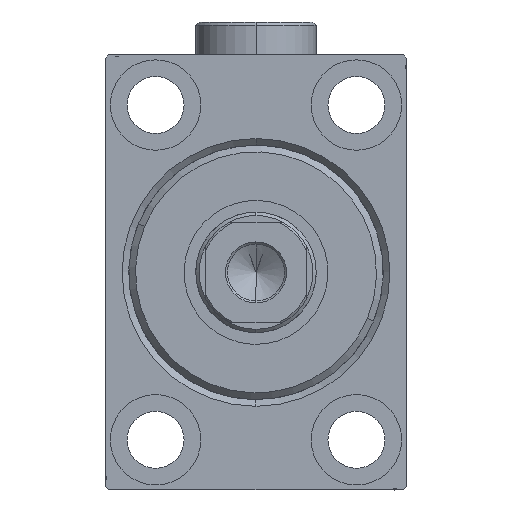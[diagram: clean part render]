
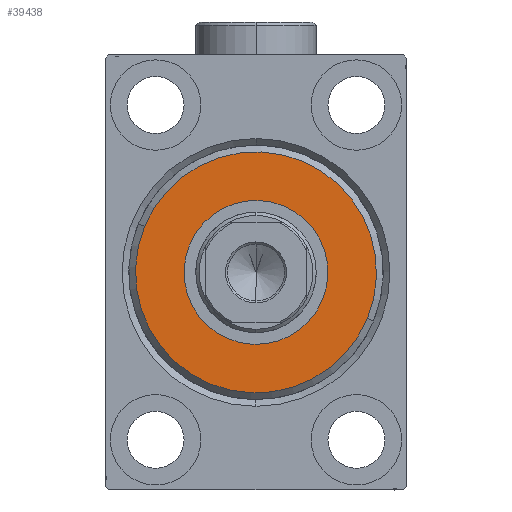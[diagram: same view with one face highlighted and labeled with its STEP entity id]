
A CAD part, left-side view. The second image highlights one B-rep face of the part: STEP entity #39438.
In plain terms, the highlighted face is planar.
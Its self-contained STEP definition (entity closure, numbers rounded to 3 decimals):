
#413 = VERTEX_POINT ( 'NONE', #721 ) ;
#721 = CARTESIAN_POINT ( 'NONE',  ( 3., 0., 18. ) ) ;
#998 = CARTESIAN_POINT ( 'NONE',  ( 3., 0., -10.75 ) ) ;
#1265 = CARTESIAN_POINT ( 'NONE',  ( 3., 0., 0. ) ) ;
#2246 = DIRECTION ( 'NONE',  ( 0., 0., -1. ) ) ;
#5327 = CARTESIAN_POINT ( 'NONE',  ( 3., 0., -18. ) ) ;
#6265 = VERTEX_POINT ( 'NONE', #45065 ) ;
#6942 = EDGE_LOOP ( 'NONE', ( #35844, #31721 ) ) ;
#7270 = VERTEX_POINT ( 'NONE', #998 ) ;
#9117 = VERTEX_POINT ( 'NONE', #5327 ) ;
#9557 = CARTESIAN_POINT ( 'NONE',  ( 3., 0., 0. ) ) ;
#10938 = AXIS2_PLACEMENT_3D ( 'NONE', #9557, #16419, #2246 ) ;
#14072 = DIRECTION ( 'NONE',  ( -1., 0., 0. ) ) ;
#14606 = CIRCLE ( 'NONE', #10938, 18. ) ;
#15005 = DIRECTION ( 'NONE',  ( 0., 0., -1. ) ) ;
#16419 = DIRECTION ( 'NONE',  ( 1., 0., 0. ) ) ;
#16546 = FACE_OUTER_BOUND ( 'NONE', #6942, .T. ) ;
#17910 = EDGE_CURVE ( 'NONE', #7270, #6265, #25807, .T. ) ;
#23496 = DIRECTION ( 'NONE',  ( 1., 0., 0. ) ) ;
#23831 = DIRECTION ( 'NONE',  ( 0., 0., -1. ) ) ;
#23997 = CIRCLE ( 'NONE', #36415, 10.75 ) ;
#25807 = CIRCLE ( 'NONE', #27985, 10.75 ) ;
#26588 = PLANE ( 'NONE',  #37837 ) ;
#27481 = EDGE_LOOP ( 'NONE', ( #31616, #37826 ) ) ;
#27985 = AXIS2_PLACEMENT_3D ( 'NONE', #41732, #14072, #38515 ) ;
#30247 = CARTESIAN_POINT ( 'NONE',  ( 3., 0., 0. ) ) ;
#31616 = ORIENTED_EDGE ( 'NONE', *, *, #36570, .T. ) ;
#31721 = ORIENTED_EDGE ( 'NONE', *, *, #35986, .T. ) ;
#32020 = AXIS2_PLACEMENT_3D ( 'NONE', #37913, #23496, #37679 ) ;
#32580 = DIRECTION ( 'NONE',  ( -1., 0., 0. ) ) ;
#35844 = ORIENTED_EDGE ( 'NONE', *, *, #43124, .T. ) ;
#35986 = EDGE_CURVE ( 'NONE', #9117, #413, #40036, .T. ) ;
#36415 = AXIS2_PLACEMENT_3D ( 'NONE', #1265, #32580, #15005 ) ;
#36570 = EDGE_CURVE ( 'NONE', #6265, #7270, #23997, .T. ) ;
#37566 = DIRECTION ( 'NONE',  ( 1., 0., 0. ) ) ;
#37679 = DIRECTION ( 'NONE',  ( 0., 0., -1. ) ) ;
#37826 = ORIENTED_EDGE ( 'NONE', *, *, #17910, .T. ) ;
#37837 = AXIS2_PLACEMENT_3D ( 'NONE', #30247, #37566, #23831 ) ;
#37913 = CARTESIAN_POINT ( 'NONE',  ( 3., 0., 0. ) ) ;
#38515 = DIRECTION ( 'NONE',  ( 0., 0., -1. ) ) ;
#39438 = ADVANCED_FACE ( 'NONE', ( #16546, #44200 ), #26588, .T. ) ;
#40036 = CIRCLE ( 'NONE', #32020, 18. ) ;
#41732 = CARTESIAN_POINT ( 'NONE',  ( 3., 0., 0. ) ) ;
#43124 = EDGE_CURVE ( 'NONE', #413, #9117, #14606, .T. ) ;
#44200 = FACE_BOUND ( 'NONE', #27481, .T. ) ;
#45065 = CARTESIAN_POINT ( 'NONE',  ( 3., 0., 10.75 ) ) ;
